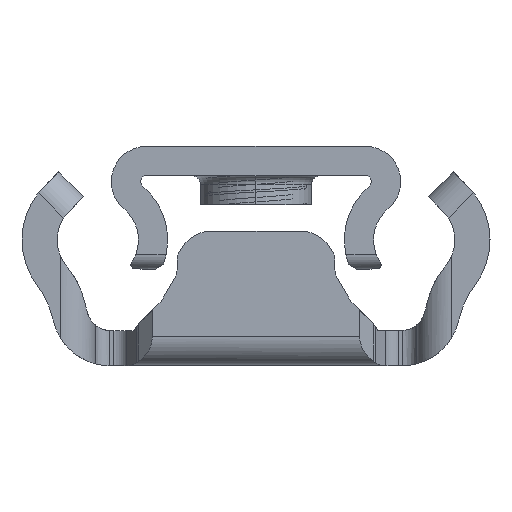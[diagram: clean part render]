
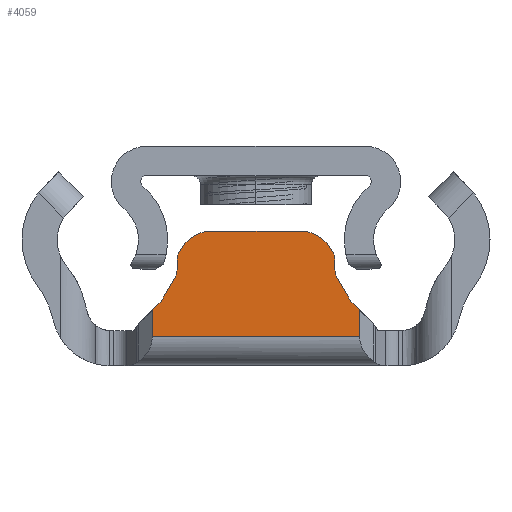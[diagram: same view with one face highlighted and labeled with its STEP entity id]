
A CAD part, left-side view. The second image highlights one B-rep face of the part: STEP entity #4059.
In plain terms, the highlighted planar face has unit normal (-1, 0, 0).
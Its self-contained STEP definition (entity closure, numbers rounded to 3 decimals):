
#140 = VECTOR ( 'NONE', #1757, 1000. ) ;
#171 = DIRECTION ( 'NONE',  ( 1., 0., 0. ) ) ;
#184 = PLANE ( 'NONE',  #5920 ) ;
#235 = CIRCLE ( 'NONE', #6404, 1.2 ) ;
#244 = VERTEX_POINT ( 'NONE', #4507 ) ;
#414 = CARTESIAN_POINT ( 'NONE',  ( 1.3, 2.551, 4. ) ) ;
#421 = LINE ( 'NONE', #6344, #5394 ) ;
#496 = EDGE_LOOP ( 'NONE', ( #6356, #838, #5189, #6204, #4545, #4045, #8064, #5903, #7513, #6660, #8001, #5542, #5581, #770, #2202, #2365, #5890, #837 ) ) ;
#534 = AXIS2_PLACEMENT_3D ( 'NONE', #4456, #7064, #7534 ) ;
#584 = VERTEX_POINT ( 'NONE', #590 ) ;
#590 = CARTESIAN_POINT ( 'NONE',  ( 1.3, 3.546, 1. ) ) ;
#630 = CARTESIAN_POINT ( 'NONE',  ( 1.3, -3.2, 3.276 ) ) ;
#636 = EDGE_CURVE ( 'NONE', #4741, #6933, #1502, .T. ) ;
#641 = CARTESIAN_POINT ( 'NONE',  ( 1.3, 2.633, 3.858 ) ) ;
#698 = CARTESIAN_POINT ( 'NONE',  ( 1.3, -2.633, 3.858 ) ) ;
#770 = ORIENTED_EDGE ( 'NONE', *, *, #8449, .T. ) ;
#790 = VECTOR ( 'NONE', #5325, 1000. ) ;
#814 = VECTOR ( 'NONE', #902, 1000. ) ;
#826 = DIRECTION ( 'NONE',  ( 0., 0., 1. ) ) ;
#837 = ORIENTED_EDGE ( 'NONE', *, *, #8066, .T. ) ;
#838 = ORIENTED_EDGE ( 'NONE', *, *, #5926, .T. ) ;
#902 = DIRECTION ( 'NONE',  ( 0., 0., 1. ) ) ;
#1089 = VECTOR ( 'NONE', #4115, 1000. ) ;
#1126 = LINE ( 'NONE', #4248, #140 ) ;
#1155 = CARTESIAN_POINT ( 'NONE',  ( 1.3, -1.512, 4.6 ) ) ;
#1233 = VERTEX_POINT ( 'NONE', #1507 ) ;
#1287 = CARTESIAN_POINT ( 'NONE',  ( 1.3, -2.7, 3.276 ) ) ;
#1356 = CIRCLE ( 'NONE', #4798, 0.5 ) ;
#1459 = VERTEX_POINT ( 'NONE', #6883 ) ;
#1496 = LINE ( 'NONE', #1618, #2592 ) ;
#1502 = CIRCLE ( 'NONE', #6176, 0.5 ) ;
#1507 = CARTESIAN_POINT ( 'NONE',  ( 1.3, 2.767, 3.026 ) ) ;
#1533 = LINE ( 'NONE', #7965, #3988 ) ;
#1555 = FACE_OUTER_BOUND ( 'NONE', #496, .T. ) ;
#1556 = DIRECTION ( 'NONE',  ( 0., 0., 1. ) ) ;
#1569 = EDGE_CURVE ( 'NONE', #3454, #6952, #1533, .T. ) ;
#1618 = CARTESIAN_POINT ( 'NONE',  ( 1.3, 3.24, 2.206 ) ) ;
#1755 = VERTEX_POINT ( 'NONE', #7576 ) ;
#1757 = DIRECTION ( 'NONE',  ( 0., 0.5, 0.866 ) ) ;
#2202 = ORIENTED_EDGE ( 'NONE', *, *, #2797, .T. ) ;
#2206 = CARTESIAN_POINT ( 'NONE',  ( 1.3, 2.2, 3.608 ) ) ;
#2269 = CARTESIAN_POINT ( 'NONE',  ( 1.3, 3.546, 0. ) ) ;
#2273 = CARTESIAN_POINT ( 'NONE',  ( 1.3, -3.546, 1.9 ) ) ;
#2365 = ORIENTED_EDGE ( 'NONE', *, *, #8053, .T. ) ;
#2477 = VECTOR ( 'NONE', #826, 1000. ) ;
#2592 = VECTOR ( 'NONE', #5705, 1000. ) ;
#2711 = CARTESIAN_POINT ( 'NONE',  ( 1.3, -2.7, 3.276 ) ) ;
#2723 = LINE ( 'NONE', #4711, #5505 ) ;
#2756 = VERTEX_POINT ( 'NONE', #698 ) ;
#2761 = VERTEX_POINT ( 'NONE', #4517 ) ;
#2797 = EDGE_CURVE ( 'NONE', #5068, #3639, #7334, .T. ) ;
#2800 = EDGE_CURVE ( 'NONE', #6933, #5279, #4073, .T. ) ;
#2807 = DIRECTION ( 'NONE',  ( 0., 0., -1. ) ) ;
#2825 = DIRECTION ( 'NONE',  ( 0., 0.5, -0.866 ) ) ;
#2839 = CARTESIAN_POINT ( 'NONE',  ( 1.3, 2.7, 3.276 ) ) ;
#2978 = CARTESIAN_POINT ( 'NONE',  ( 1.3, 3.546, -1.8 ) ) ;
#3003 = EDGE_CURVE ( 'NONE', #2761, #4741, #1126, .T. ) ;
#3131 = LINE ( 'NONE', #7673, #4868 ) ;
#3275 = CIRCLE ( 'NONE', #534, 1.2 ) ;
#3287 = DIRECTION ( 'NONE',  ( 0., 0.707, 0.707 ) ) ;
#3389 = CARTESIAN_POINT ( 'NONE',  ( 1.3, -3.546, 1. ) ) ;
#3454 = VERTEX_POINT ( 'NONE', #414 ) ;
#3515 = CARTESIAN_POINT ( 'NONE',  ( 1.3, -2.7, 3.608 ) ) ;
#3526 = DIRECTION ( 'NONE',  ( 1., 0., 0. ) ) ;
#3628 = EDGE_CURVE ( 'NONE', #5324, #2761, #2723, .T. ) ;
#3639 = VERTEX_POINT ( 'NONE', #7870 ) ;
#3841 = VECTOR ( 'NONE', #4035, 1000. ) ;
#3889 = DIRECTION ( 'NONE',  ( 0., 0., 1. ) ) ;
#3988 = VECTOR ( 'NONE', #2825, 1000. ) ;
#4035 = DIRECTION ( 'NONE',  ( 0., 0., -1. ) ) ;
#4045 = ORIENTED_EDGE ( 'NONE', *, *, #636, .T. ) ;
#4059 = ADVANCED_FACE ( 'NONE', ( #1555 ), #184, .F. ) ;
#4073 = LINE ( 'NONE', #2711, #2477 ) ;
#4115 = DIRECTION ( 'NONE',  ( 0., 0., 1. ) ) ;
#4248 = CARTESIAN_POINT ( 'NONE',  ( 1.3, -3.24, 2.206 ) ) ;
#4456 = CARTESIAN_POINT ( 'NONE',  ( 1.3, 1.512, 3.4 ) ) ;
#4507 = CARTESIAN_POINT ( 'NONE',  ( 1.3, 3.546, 1.9 ) ) ;
#4517 = CARTESIAN_POINT ( 'NONE',  ( 1.3, -3.24, 2.206 ) ) ;
#4545 = ORIENTED_EDGE ( 'NONE', *, *, #3003, .T. ) ;
#4656 = VERTEX_POINT ( 'NONE', #8380 ) ;
#4695 = AXIS2_PLACEMENT_3D ( 'NONE', #6072, #8110, #1556 ) ;
#4711 = CARTESIAN_POINT ( 'NONE',  ( 1.3, -3.24, 2.206 ) ) ;
#4741 = VERTEX_POINT ( 'NONE', #7301 ) ;
#4798 = AXIS2_PLACEMENT_3D ( 'NONE', #7366, #171, #8137 ) ;
#4817 = CARTESIAN_POINT ( 'NONE',  ( 1.3, -3.546, 0. ) ) ;
#4868 = VECTOR ( 'NONE', #7751, 1000. ) ;
#4921 = DIRECTION ( 'NONE',  ( 0., 0., 1. ) ) ;
#4936 = EDGE_CURVE ( 'NONE', #5279, #2756, #6205, .T. ) ;
#5061 = LINE ( 'NONE', #4817, #1089 ) ;
#5068 = VERTEX_POINT ( 'NONE', #5165 ) ;
#5119 = DIRECTION ( 'NONE',  ( -1., 0., 0. ) ) ;
#5165 = CARTESIAN_POINT ( 'NONE',  ( 1.3, 2.7, 3.608 ) ) ;
#5189 = ORIENTED_EDGE ( 'NONE', *, *, #8068, .T. ) ;
#5244 = CARTESIAN_POINT ( 'NONE',  ( 1.3, 3.24, 2.206 ) ) ;
#5279 = VERTEX_POINT ( 'NONE', #3515 ) ;
#5324 = VERTEX_POINT ( 'NONE', #2273 ) ;
#5325 = DIRECTION ( 'NONE',  ( 0., 0.5, -0.866 ) ) ;
#5394 = VECTOR ( 'NONE', #5709, 1000. ) ;
#5505 = VECTOR ( 'NONE', #3287, 1000. ) ;
#5542 = ORIENTED_EDGE ( 'NONE', *, *, #7336, .T. ) ;
#5581 = ORIENTED_EDGE ( 'NONE', *, *, #1569, .T. ) ;
#5604 = VERTEX_POINT ( 'NONE', #6513 ) ;
#5705 = DIRECTION ( 'NONE',  ( 0., 0.707, -0.707 ) ) ;
#5709 = DIRECTION ( 'NONE',  ( 0., -1., 0. ) ) ;
#5795 = LINE ( 'NONE', #1155, #6011 ) ;
#5890 = ORIENTED_EDGE ( 'NONE', *, *, #6960, .T. ) ;
#5903 = ORIENTED_EDGE ( 'NONE', *, *, #4936, .T. ) ;
#5920 = AXIS2_PLACEMENT_3D ( 'NONE', #2978, #3526, #2807 ) ;
#5926 = EDGE_CURVE ( 'NONE', #584, #7764, #421, .T. ) ;
#5968 = LINE ( 'NONE', #5244, #790 ) ;
#6011 = VECTOR ( 'NONE', #6346, 1000. ) ;
#6029 = CIRCLE ( 'NONE', #6166, 0.5 ) ;
#6072 = CARTESIAN_POINT ( 'NONE',  ( 1.3, -2.2, 3.608 ) ) ;
#6166 = AXIS2_PLACEMENT_3D ( 'NONE', #2206, #6919, #4921 ) ;
#6176 = AXIS2_PLACEMENT_3D ( 'NONE', #630, #7096, #3889 ) ;
#6204 = ORIENTED_EDGE ( 'NONE', *, *, #3628, .T. ) ;
#6205 = CIRCLE ( 'NONE', #4695, 0.5 ) ;
#6344 = CARTESIAN_POINT ( 'NONE',  ( 1.3, 3.546, 1. ) ) ;
#6346 = DIRECTION ( 'NONE',  ( 0., 1., 0. ) ) ;
#6356 = ORIENTED_EDGE ( 'NONE', *, *, #7918, .F. ) ;
#6404 = AXIS2_PLACEMENT_3D ( 'NONE', #6429, #5119, #7587 ) ;
#6429 = CARTESIAN_POINT ( 'NONE',  ( 1.3, -1.512, 3.4 ) ) ;
#6513 = CARTESIAN_POINT ( 'NONE',  ( 1.3, 3.24, 2.206 ) ) ;
#6660 = ORIENTED_EDGE ( 'NONE', *, *, #6862, .T. ) ;
#6770 = LINE ( 'NONE', #2269, #814 ) ;
#6811 = EDGE_CURVE ( 'NONE', #2756, #1459, #3131, .T. ) ;
#6862 = EDGE_CURVE ( 'NONE', #1459, #4656, #235, .T. ) ;
#6883 = CARTESIAN_POINT ( 'NONE',  ( 1.3, -2.551, 4. ) ) ;
#6919 = DIRECTION ( 'NONE',  ( -1., 0., 0. ) ) ;
#6933 = VERTEX_POINT ( 'NONE', #1287 ) ;
#6952 = VERTEX_POINT ( 'NONE', #641 ) ;
#6960 = EDGE_CURVE ( 'NONE', #1233, #5604, #5968, .T. ) ;
#7064 = DIRECTION ( 'NONE',  ( -1., 0., 0. ) ) ;
#7096 = DIRECTION ( 'NONE',  ( 1., 0., 0. ) ) ;
#7248 = EDGE_CURVE ( 'NONE', #4656, #1755, #5795, .T. ) ;
#7301 = CARTESIAN_POINT ( 'NONE',  ( 1.3, -2.767, 3.026 ) ) ;
#7334 = LINE ( 'NONE', #2839, #3841 ) ;
#7336 = EDGE_CURVE ( 'NONE', #1755, #3454, #3275, .T. ) ;
#7366 = CARTESIAN_POINT ( 'NONE',  ( 1.3, 3.2, 3.276 ) ) ;
#7513 = ORIENTED_EDGE ( 'NONE', *, *, #6811, .T. ) ;
#7534 = DIRECTION ( 'NONE',  ( 0., 0., 1. ) ) ;
#7576 = CARTESIAN_POINT ( 'NONE',  ( 1.3, 1.512, 4.6 ) ) ;
#7587 = DIRECTION ( 'NONE',  ( 0., 0., 1. ) ) ;
#7673 = CARTESIAN_POINT ( 'NONE',  ( 1.3, -2.633, 3.858 ) ) ;
#7751 = DIRECTION ( 'NONE',  ( 0., 0.5, 0.866 ) ) ;
#7764 = VERTEX_POINT ( 'NONE', #3389 ) ;
#7870 = CARTESIAN_POINT ( 'NONE',  ( 1.3, 2.7, 3.276 ) ) ;
#7918 = EDGE_CURVE ( 'NONE', #584, #244, #6770, .T. ) ;
#7965 = CARTESIAN_POINT ( 'NONE',  ( 1.3, 2.633, 3.858 ) ) ;
#8001 = ORIENTED_EDGE ( 'NONE', *, *, #7248, .T. ) ;
#8053 = EDGE_CURVE ( 'NONE', #3639, #1233, #1356, .T. ) ;
#8064 = ORIENTED_EDGE ( 'NONE', *, *, #2800, .T. ) ;
#8066 = EDGE_CURVE ( 'NONE', #5604, #244, #1496, .T. ) ;
#8068 = EDGE_CURVE ( 'NONE', #7764, #5324, #5061, .T. ) ;
#8110 = DIRECTION ( 'NONE',  ( -1., 0., 0. ) ) ;
#8137 = DIRECTION ( 'NONE',  ( 0., 0., 1. ) ) ;
#8380 = CARTESIAN_POINT ( 'NONE',  ( 1.3, -1.512, 4.6 ) ) ;
#8449 = EDGE_CURVE ( 'NONE', #6952, #5068, #6029, .T. ) ;
